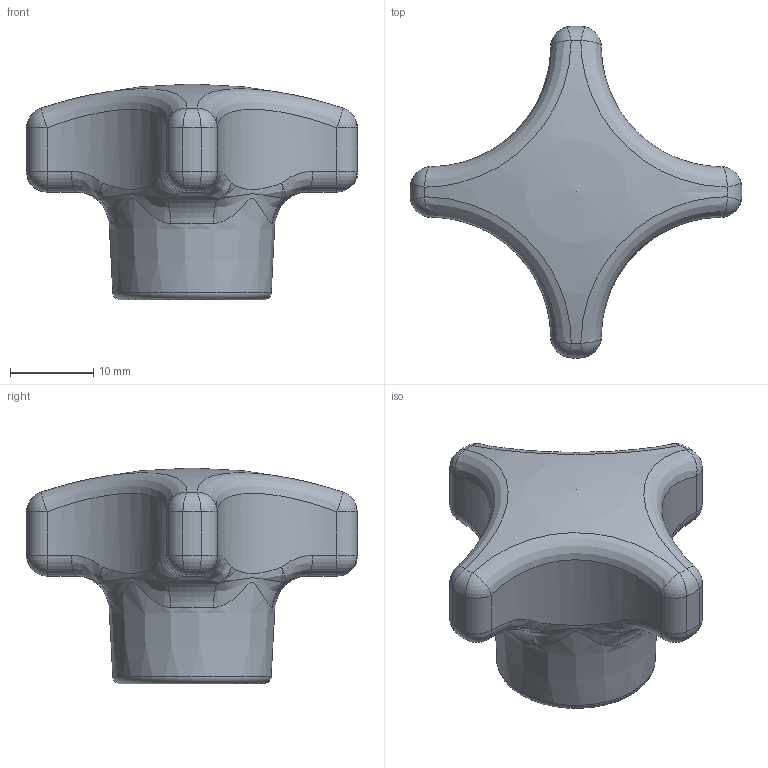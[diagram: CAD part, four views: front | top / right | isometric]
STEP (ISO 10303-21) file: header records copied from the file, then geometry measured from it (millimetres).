
FILE_DESCRIPTION( ( 'Unknown' ), '1' );
FILE_NAME( '7120025_VQB40_M08.stp', 'Unknown', ( 'Unknown' ), ( 'Unknown' ), 'PSStep 11.0', 'Unknown', ' ' );
FILE_SCHEMA( ( 'AUTOMOTIVE_DESIGN { 1 0 10303 214 1 1 1 1 }' ) );
Length unit declared in the file: millimetre
Products named in the file (1): 1
Bounding box: 39.97 x 39.97 x 26 mm (x, y, z)
Volume: 10645.8 mm3; surface area: 3483.2 mm2
Topology: 1 solids, 1 shells, 91 faces, 211 edges, 106 vertices
Faces by surface type: bspline 32, torus 17, cylinder 17, sphere 17, plane 6, cone 2
Full cylindrical faces by diameter (mm): 6.647 x1
Entity records: 11946 total; most frequent: CARTESIAN_POINT 9492, ORIENTED_EDGE 370, DIRECTION 338, EDGE_CURVE 185, AXIS2_PLACEMENT_3D 161, VERTEX_POINT 101, CIRCLE 101, EDGE_LOOP 96
